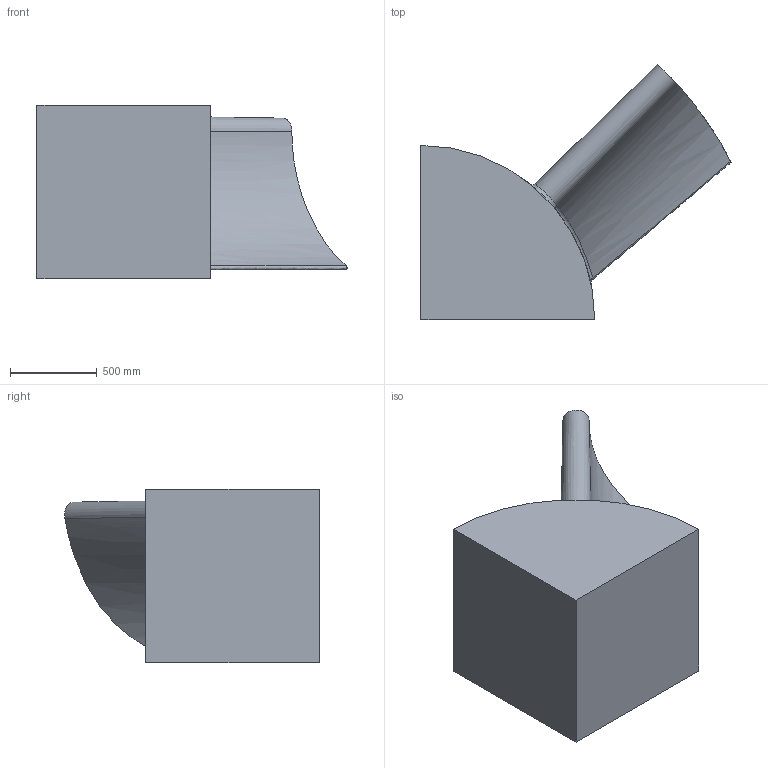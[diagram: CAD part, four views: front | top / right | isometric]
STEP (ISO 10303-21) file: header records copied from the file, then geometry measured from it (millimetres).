
FILE_DESCRIPTION(/* description */ (''),/* implementation_level */ '2;1');
FILE_NAME(/* name */ 'Turbinenstück_viertel.stp',/* time_stamp */ '2022-05-23T18:01:23+02:00',/* author */ ('carex'),/* organization */ (''),/* preprocessor_version */ 'ST-DEVELOPER v18.1',/* originating_system */ 'Autodesk Inventor 2021',/* authorisation */ '');
FILE_SCHEMA (('AUTOMOTIVE_DESIGN { 1 0 10303 214 3 1 1 }'));
Length unit declared in the file: millimetre
Products named in the file (1): Turbinenstück_viertel
Bounding box: 1783.8 x 1466.2 x 1000 mm (x, y, z)
Volume: 877243961.6 mm3; surface area: 7456919.3 mm2
Topology: 1 solids, 1 shells, 14 faces, 31 edges, 20 vertices
Faces by surface type: bspline 8, plane 4, cylinder 2
Entity records: 4149 total; most frequent: CARTESIAN_POINT 3841, ORIENTED_EDGE 62, DIRECTION 37, EDGE_CURVE 31, VERTEX_POINT 20, EDGE_LOOP 15, FACE_OUTER_BOUND 14, B_SPLINE_CURVE_WITH_KNOTS 14
